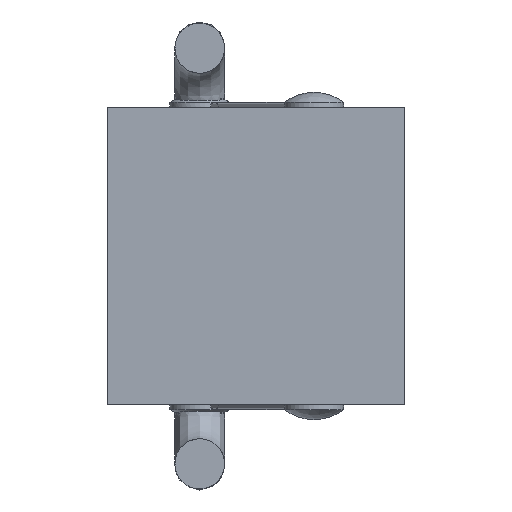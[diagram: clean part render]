
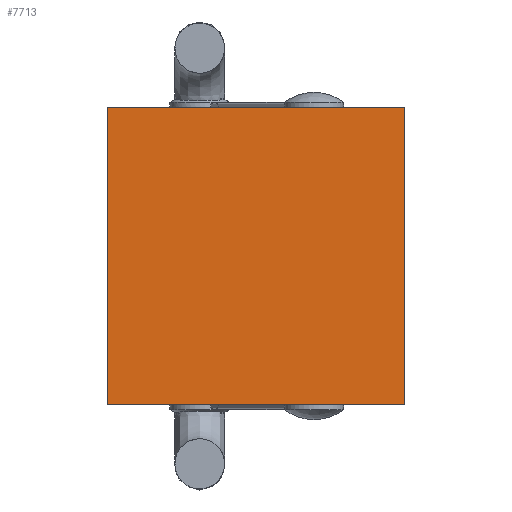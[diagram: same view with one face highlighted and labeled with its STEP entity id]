
A CAD part, front view. The second image highlights one B-rep face of the part: STEP entity #7713.
In plain terms, the highlighted planar face has unit normal (0, -1, 0).
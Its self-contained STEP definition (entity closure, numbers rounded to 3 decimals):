
#82 = CARTESIAN_POINT ( 'NONE',  ( -1.5, -0.51, -1.5 ) ) ;
#220 = VECTOR ( 'NONE', #4058, 1000. ) ;
#843 = VECTOR ( 'NONE', #3508, 1000. ) ;
#1655 = CARTESIAN_POINT ( 'NONE',  ( 1.5, -0.51, 1.5 ) ) ;
#2083 = EDGE_CURVE ( 'NONE', #6585, #3852, #2373, .T. ) ;
#2337 = EDGE_CURVE ( 'NONE', #6472, #6585, #4506, .T. ) ;
#2373 = LINE ( 'NONE', #1655, #220 ) ;
#2570 = CARTESIAN_POINT ( 'NONE',  ( 0., -0.51, 0. ) ) ;
#2734 = VERTEX_POINT ( 'NONE', #82 ) ;
#3028 = ORIENTED_EDGE ( 'NONE', *, *, #4496, .T. ) ;
#3352 = DIRECTION ( 'NONE',  ( 0., 0., 1. ) ) ;
#3436 = CARTESIAN_POINT ( 'NONE',  ( 1.5, -0.51, 1.5 ) ) ;
#3508 = DIRECTION ( 'NONE',  ( 1., 0., 0. ) ) ;
#3778 = LINE ( 'NONE', #6501, #7736 ) ;
#3852 = VERTEX_POINT ( 'NONE', #5913 ) ;
#4058 = DIRECTION ( 'NONE',  ( -1., 0., 0. ) ) ;
#4496 = EDGE_CURVE ( 'NONE', #3852, #2734, #3778, .T. ) ;
#4506 = LINE ( 'NONE', #9864, #6359 ) ;
#4605 = ORIENTED_EDGE ( 'NONE', *, *, #2337, .T. ) ;
#5392 = AXIS2_PLACEMENT_3D ( 'NONE', #2570, #8107, #3352 ) ;
#5913 = CARTESIAN_POINT ( 'NONE',  ( -1.5, -0.51, 1.5 ) ) ;
#6197 = LINE ( 'NONE', #8256, #843 ) ;
#6359 = VECTOR ( 'NONE', #6667, 1000. ) ;
#6472 = VERTEX_POINT ( 'NONE', #6570 ) ;
#6501 = CARTESIAN_POINT ( 'NONE',  ( -1.5, -0.51, 1.5 ) ) ;
#6570 = CARTESIAN_POINT ( 'NONE',  ( 1.5, -0.51, -1.5 ) ) ;
#6585 = VERTEX_POINT ( 'NONE', #3436 ) ;
#6667 = DIRECTION ( 'NONE',  ( 0., 0., 1. ) ) ;
#7713 = ADVANCED_FACE ( 'NONE', ( #9606 ), #8002, .F. ) ;
#7736 = VECTOR ( 'NONE', #8973, 1000. ) ;
#7832 = EDGE_LOOP ( 'NONE', ( #3028, #9959, #4605, #7985 ) ) ;
#7985 = ORIENTED_EDGE ( 'NONE', *, *, #2083, .T. ) ;
#8002 = PLANE ( 'NONE',  #5392 ) ;
#8107 = DIRECTION ( 'NONE',  ( 0., 1., 0. ) ) ;
#8240 = EDGE_CURVE ( 'NONE', #2734, #6472, #6197, .T. ) ;
#8256 = CARTESIAN_POINT ( 'NONE',  ( 1.5, -0.51, -1.5 ) ) ;
#8973 = DIRECTION ( 'NONE',  ( 0., 0., -1. ) ) ;
#9606 = FACE_OUTER_BOUND ( 'NONE', #7832, .T. ) ;
#9864 = CARTESIAN_POINT ( 'NONE',  ( 1.5, -0.51, 1.5 ) ) ;
#9959 = ORIENTED_EDGE ( 'NONE', *, *, #8240, .T. ) ;
